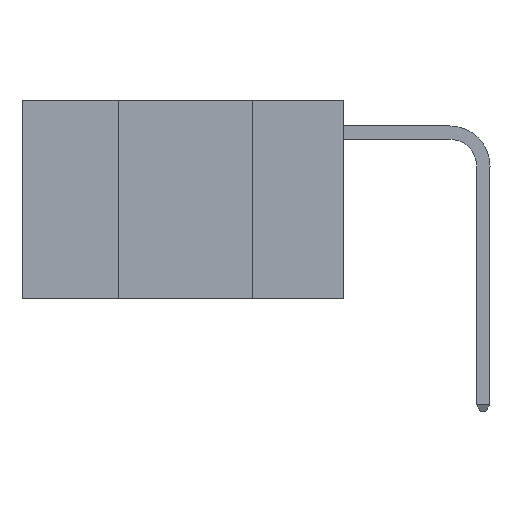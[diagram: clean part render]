
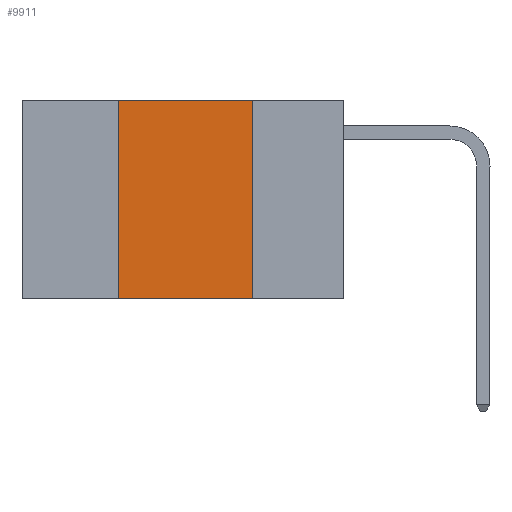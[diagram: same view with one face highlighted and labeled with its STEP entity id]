
A CAD part, left-side view. The second image highlights one B-rep face of the part: STEP entity #9911.
In plain terms, the highlighted planar face has unit normal (-1, 0, 0).
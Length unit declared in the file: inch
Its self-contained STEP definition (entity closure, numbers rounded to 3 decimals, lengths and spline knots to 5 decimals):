
#1636 = LINE ( 'NONE', #7628, #17391 ) ;
#3066 = CARTESIAN_POINT ( 'NONE',  ( 0., 0.42, -0.37 ) ) ;
#3971 = EDGE_LOOP ( 'NONE', ( #8453, #19016, #14970, #5104 ) ) ;
#4462 = DIRECTION ( 'NONE',  ( 1., 0., 0. ) ) ;
#5057 = LINE ( 'NONE', #24175, #9655 ) ;
#5104 = ORIENTED_EDGE ( 'NONE', *, *, #7763, .T. ) ;
#5386 = VECTOR ( 'NONE', #17911, 39.37008 ) ;
#6067 = CARTESIAN_POINT ( 'NONE',  ( 0., 0.42, 0. ) ) ;
#7628 = CARTESIAN_POINT ( 'NONE',  ( 0., 0.6, 0. ) ) ;
#7763 = EDGE_CURVE ( 'NONE', #19613, #17089, #5057, .T. ) ;
#8453 = ORIENTED_EDGE ( 'NONE', *, *, #13069, .F. ) ;
#9655 = VECTOR ( 'NONE', #12320, 39.37008 ) ;
#9911 = ADVANCED_FACE ( 'NONE', ( #21930 ), #16285, .F. ) ;
#9913 = VECTOR ( 'NONE', #20441, 39.37008 ) ;
#11735 = EDGE_CURVE ( 'NONE', #19613, #22837, #16513, .T. ) ;
#12268 = CARTESIAN_POINT ( 'NONE',  ( 0., 0.6, 0. ) ) ;
#12320 = DIRECTION ( 'NONE',  ( 0., -1., 0. ) ) ;
#13069 = EDGE_CURVE ( 'NONE', #22233, #17089, #15179, .T. ) ;
#13902 = AXIS2_PLACEMENT_3D ( 'NONE', #12268, #4462, #18267 ) ;
#14970 = ORIENTED_EDGE ( 'NONE', *, *, #11735, .F. ) ;
#15179 = LINE ( 'NONE', #24299, #9913 ) ;
#16285 = PLANE ( 'NONE',  #13902 ) ;
#16513 = LINE ( 'NONE', #6067, #5386 ) ;
#16514 = CARTESIAN_POINT ( 'NONE',  ( 0., 0.42, 0. ) ) ;
#16996 = CARTESIAN_POINT ( 'NONE',  ( 0., 0.17, -0.37 ) ) ;
#17089 = VERTEX_POINT ( 'NONE', #16996 ) ;
#17391 = VECTOR ( 'NONE', #25329, 39.37008 ) ;
#17911 = DIRECTION ( 'NONE',  ( 0., 0., 1. ) ) ;
#18267 = DIRECTION ( 'NONE',  ( 0., 0., -1. ) ) ;
#19016 = ORIENTED_EDGE ( 'NONE', *, *, #24841, .F. ) ;
#19613 = VERTEX_POINT ( 'NONE', #3066 ) ;
#20441 = DIRECTION ( 'NONE',  ( 0., 0., -1. ) ) ;
#20526 = CARTESIAN_POINT ( 'NONE',  ( 0., 0.17, 0. ) ) ;
#21930 = FACE_OUTER_BOUND ( 'NONE', #3971, .T. ) ;
#22233 = VERTEX_POINT ( 'NONE', #20526 ) ;
#22837 = VERTEX_POINT ( 'NONE', #16514 ) ;
#24175 = CARTESIAN_POINT ( 'NONE',  ( 0., 0.6, -0.37 ) ) ;
#24299 = CARTESIAN_POINT ( 'NONE',  ( 0., 0.17, 0. ) ) ;
#24841 = EDGE_CURVE ( 'NONE', #22837, #22233, #1636, .T. ) ;
#25329 = DIRECTION ( 'NONE',  ( 0., -1., 0. ) ) ;
